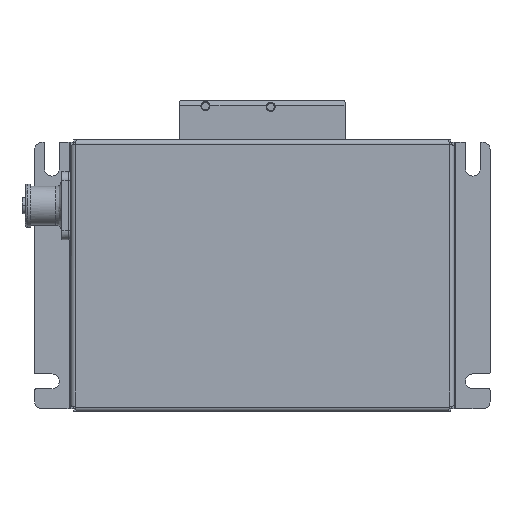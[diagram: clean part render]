
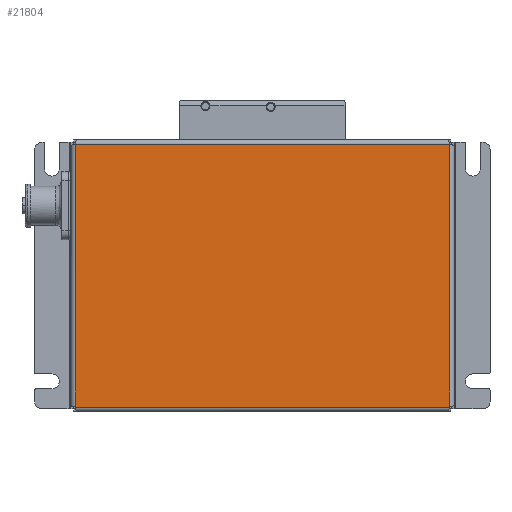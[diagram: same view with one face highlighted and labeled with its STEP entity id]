
A CAD part, front view. The second image highlights one B-rep face of the part: STEP entity #21804.
In plain terms, the highlighted planar face has unit normal (0, -1, 0).
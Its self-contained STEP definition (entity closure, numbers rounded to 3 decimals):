
#684 = CARTESIAN_POINT ( 'NONE',  ( -82.26, 0., -57.76 ) ) ;
#4302 = VERTEX_POINT ( 'NONE', #9995 ) ;
#5078 = VERTEX_POINT ( 'NONE', #684 ) ;
#7227 = VECTOR ( 'NONE', #57023, 1000. ) ;
#8108 = LINE ( 'NONE', #59749, #14154 ) ;
#9995 = CARTESIAN_POINT ( 'NONE',  ( -82.26, 0., 57.76 ) ) ;
#12401 = EDGE_CURVE ( 'NONE', #5078, #4302, #8108, .T. ) ;
#12867 = CARTESIAN_POINT ( 'NONE',  ( 82.26, 0., 0. ) ) ;
#14154 = VECTOR ( 'NONE', #64124, 1000. ) ;
#14482 = CARTESIAN_POINT ( 'NONE',  ( 82.26, 0., -57.76 ) ) ;
#16998 = AXIS2_PLACEMENT_3D ( 'NONE', #43995, #18550, #57786 ) ;
#18550 = DIRECTION ( 'NONE',  ( 0., -1., 0. ) ) ;
#21804 = ADVANCED_FACE ( 'NONE', ( #28579 ), #49039, .T. ) ;
#24463 = EDGE_LOOP ( 'NONE', ( #42918, #38807, #42538, #48717 ) ) ;
#26196 = VECTOR ( 'NONE', #59157, 1000. ) ;
#28445 = EDGE_CURVE ( 'NONE', #57626, #42129, #64853, .T. ) ;
#28579 = FACE_OUTER_BOUND ( 'NONE', #24463, .T. ) ;
#31077 = CARTESIAN_POINT ( 'NONE',  ( 82.26, 0., 57.76 ) ) ;
#37201 = CARTESIAN_POINT ( 'NONE',  ( 0., 0., 57.76 ) ) ;
#37812 = VECTOR ( 'NONE', #52681, 1000. ) ;
#38807 = ORIENTED_EDGE ( 'NONE', *, *, #12401, .F. ) ;
#42129 = VERTEX_POINT ( 'NONE', #14482 ) ;
#42538 = ORIENTED_EDGE ( 'NONE', *, *, #56729, .F. ) ;
#42918 = ORIENTED_EDGE ( 'NONE', *, *, #61124, .F. ) ;
#43995 = CARTESIAN_POINT ( 'NONE',  ( 0., 0., 0. ) ) ;
#47606 = LINE ( 'NONE', #37201, #7227 ) ;
#47954 = CARTESIAN_POINT ( 'NONE',  ( 0., 0., -57.76 ) ) ;
#48717 = ORIENTED_EDGE ( 'NONE', *, *, #28445, .F. ) ;
#49039 = PLANE ( 'NONE',  #16998 ) ;
#52343 = LINE ( 'NONE', #47954, #37812 ) ;
#52681 = DIRECTION ( 'NONE',  ( -1., 0., 0. ) ) ;
#56729 = EDGE_CURVE ( 'NONE', #42129, #5078, #52343, .T. ) ;
#57023 = DIRECTION ( 'NONE',  ( 1., 0., 0. ) ) ;
#57626 = VERTEX_POINT ( 'NONE', #31077 ) ;
#57786 = DIRECTION ( 'NONE',  ( 0., 0., -1. ) ) ;
#59157 = DIRECTION ( 'NONE',  ( 0., 0., -1. ) ) ;
#59749 = CARTESIAN_POINT ( 'NONE',  ( -82.26, 0., 0. ) ) ;
#61124 = EDGE_CURVE ( 'NONE', #4302, #57626, #47606, .T. ) ;
#64124 = DIRECTION ( 'NONE',  ( 0., 0., 1. ) ) ;
#64853 = LINE ( 'NONE', #12867, #26196 ) ;
